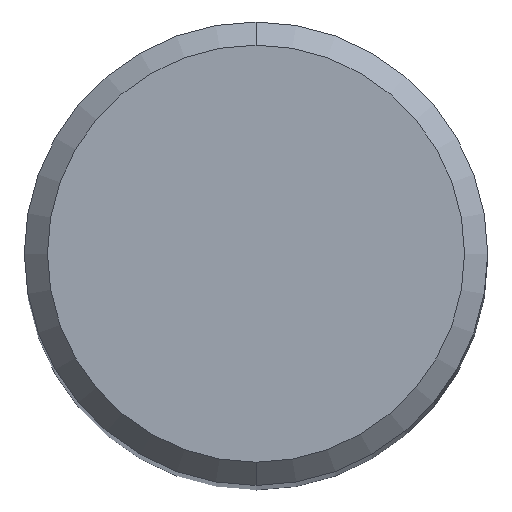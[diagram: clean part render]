
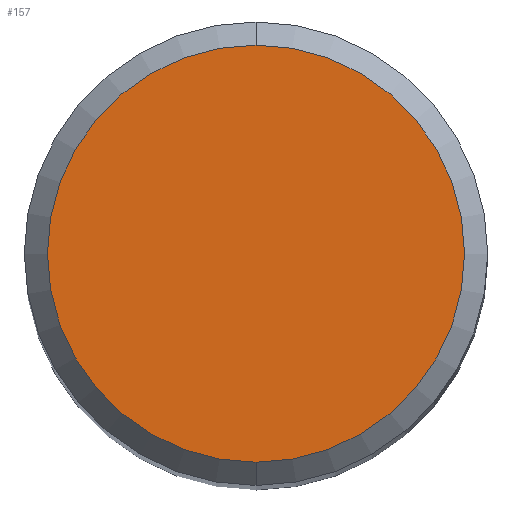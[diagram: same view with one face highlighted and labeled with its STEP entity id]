
A CAD part, top view. The second image highlights one B-rep face of the part: STEP entity #157.
In plain terms, the highlighted planar face has unit normal (0, 0, 1).
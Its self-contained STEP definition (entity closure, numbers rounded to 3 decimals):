
#127=EDGE_CURVE('',#177,#147,#263,.T.);
#147=VERTEX_POINT('',#286);
#157=ADVANCED_FACE('',(#296),#297,.T.);
#173=EDGE_CURVE('',#147,#177,#316,.T.);
#177=VERTEX_POINT('',#320);
#263=CIRCLE('',#413,4.5);
#286=CARTESIAN_POINT('',(0.,-4.5,0.0));
#296=FACE_OUTER_BOUND('',#456,.T.);
#297=PLANE('',#457);
#316=CIRCLE('',#479,4.5);
#320=CARTESIAN_POINT('',(0.0,4.5,0.0));
#413=AXIS2_PLACEMENT_3D('',#575,#576,#577);
#456=EDGE_LOOP('',(#616,#617));
#457=AXIS2_PLACEMENT_3D('',#618,#619,#620);
#479=AXIS2_PLACEMENT_3D('',#646,#647,#648);
#575=CARTESIAN_POINT('',(0.0,0.0,0.0));
#576=DIRECTION('',(0.0,0.0,-1.0));
#577=DIRECTION('',(0.0,1.0,0.0));
#616=ORIENTED_EDGE('',*,*,#127,.F.);
#617=ORIENTED_EDGE('',*,*,#173,.F.);
#618=CARTESIAN_POINT('',(0.0,2.25,0.0));
#619=DIRECTION('',(-0.0,0.0,1.0));
#620=DIRECTION('',(0.0,-1.0,0.0));
#646=CARTESIAN_POINT('',(0.0,0.0,0.0));
#647=DIRECTION('',(0.0,0.0,-1.0));
#648=DIRECTION('',(0.0,1.0,0.0));
